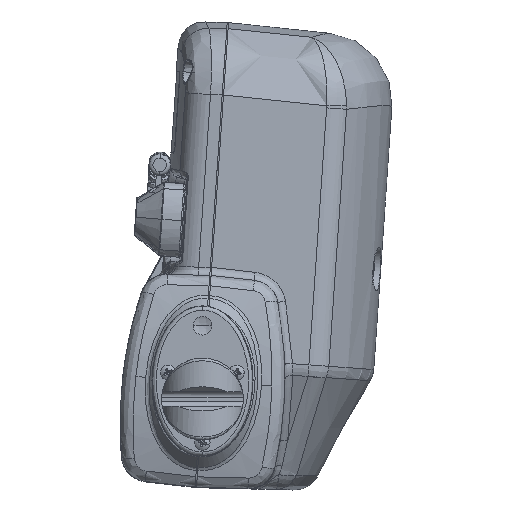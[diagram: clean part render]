
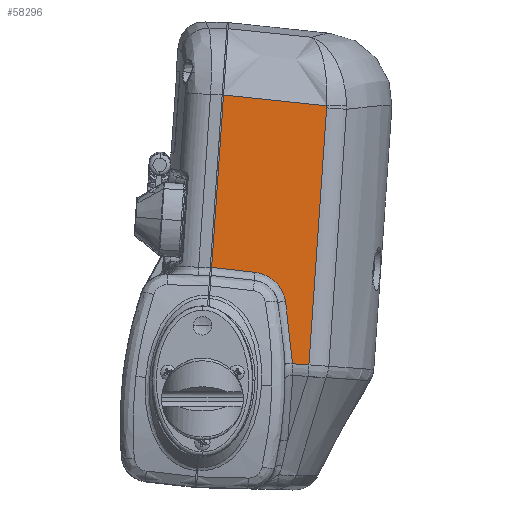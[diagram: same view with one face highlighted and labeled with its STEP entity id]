
A CAD part, top view. The second image highlights one B-rep face of the part: STEP entity #58296.
In plain terms, the highlighted planar face has unit normal (0.043, -0.003, 0.999).
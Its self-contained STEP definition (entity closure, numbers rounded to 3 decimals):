
#5084 = VERTEX_POINT ( 'NONE', #28324 ) ;
#7060 = CARTESIAN_POINT ( 'NONE',  ( 45.654, 108.25, 48.415 ) ) ;
#7110 = CARTESIAN_POINT ( 'NONE',  ( 39.149, 108.934, 48.7 ) ) ;
#7126 = CARTESIAN_POINT ( 'NONE',  ( 32.644, 109.618, 48.985 ) ) ;
#7128 = CARTESIAN_POINT ( 'NONE',  ( 26.139, 110.301, 49.271 ) ) ;
#7130 = CARTESIAN_POINT ( 'NONE',  ( 20.008, 110.945, 49.54 ) ) ;
#7131 = CARTESIAN_POINT ( 'NONE',  ( 13.877, 111.587, 49.809 ) ) ;
#7133 = CARTESIAN_POINT ( 'NONE',  ( 7.745, 112.23, 50.078 ) ) ;
#8550 = EDGE_LOOP ( 'NONE', ( #35070, #35065, #34743, #34742, #34744, #35074, #35077, #35073 ) ) ;
#13778 = CARTESIAN_POINT ( 'NONE',  ( 39.109, 13.055, 48.414 ) ) ;
#13782 = DIRECTION ( 'NONE',  ( 0.997, -0.069, -0.044 ) ) ;
#13807 = CARTESIAN_POINT ( 'NONE',  ( 31.949, 28.95, 48.773 ) ) ;
#13811 = CARTESIAN_POINT ( 'NONE',  ( 30.512, 36.58, 48.859 ) ) ;
#13812 = CARTESIAN_POINT ( 'NONE',  ( 38.957, 10.844, 48.414 ) ) ;
#13813 = CARTESIAN_POINT ( 'NONE',  ( 32.802, 21.232, 48.713 ) ) ;
#13814 = CARTESIAN_POINT ( 'NONE',  ( 33.066, 13.472, 48.678 ) ) ;
#13815 = CARTESIAN_POINT ( 'NONE',  ( 45.644, 107.744, 48.414 ) ) ;
#13816 = CARTESIAN_POINT ( 'NONE',  ( 45.627, 107.491, 48.414 ) ) ;
#13820 = DIRECTION ( 'NONE',  ( 0.069, 0.998, 0. ) ) ;
#13821 = CARTESIAN_POINT ( 'NONE',  ( 45.653, 107.997, 48.414 ) ) ;
#13822 = CARTESIAN_POINT ( 'NONE',  ( 45.654, 108.25, 48.415 ) ) ;
#13823 = CARTESIAN_POINT ( 'NONE',  ( 19.197, 47.093, 49.383 ) ) ;
#13824 = CARTESIAN_POINT ( 'NONE',  ( 25.08, 46.428, 49.125 ) ) ;
#13829 = CARTESIAN_POINT ( 'NONE',  ( 29.417, 42.398, 48.924 ) ) ;
#13830 = CARTESIAN_POINT ( 'NONE',  ( 30.512, 36.58, 48.859 ) ) ;
#15670 =( BOUNDED_CURVE ( )  B_SPLINE_CURVE ( 3, ( #13811, #13807, #13813, #13814 ),
 .UNSPECIFIED., .F., .T. ) 
 B_SPLINE_CURVE_WITH_KNOTS ( ( 4, 4 ),
 ( 2.887, 3.039 ),
 .UNSPECIFIED. ) 
 CURVE ( )  GEOMETRIC_REPRESENTATION_ITEM ( )  RATIONAL_B_SPLINE_CURVE ( ( 1., 0.998, 0.998, 1. ) ) 
 REPRESENTATION_ITEM ( '' )  );
#15671 = B_SPLINE_CURVE_WITH_KNOTS ( 'NONE', 3,
 ( #13816, #13815, #13821, #13822 ),
 .UNSPECIFIED., .F., .F.,
 ( 4, 4 ),
 ( 0., 0.001 ),
 .UNSPECIFIED. ) ;
#15672 =( BOUNDED_CURVE ( )  B_SPLINE_CURVE ( 3, ( #13823, #13824, #13829, #13830 ),
 .UNSPECIFIED., .F., .T. ) 
 B_SPLINE_CURVE_WITH_KNOTS ( ( 4, 4 ),
 ( 1.614, 2.887 ),
 .UNSPECIFIED. ) 
 CURVE ( )  GEOMETRIC_REPRESENTATION_ITEM ( )  RATIONAL_B_SPLINE_CURVE ( ( 1., 0.87, 0.87, 1. ) ) 
 REPRESENTATION_ITEM ( '' )  );
#15708 = B_SPLINE_CURVE_WITH_KNOTS ( 'NONE', 3,
 ( #7060, #7110, #7126, #7128, #7130, #7131, #7133 ),
 .UNSPECIFIED., .F., .F.,
 ( 4, 3, 4 ),
 ( 0., 0.02, 0.038 ),
 .UNSPECIFIED. ) ;
#18616 = LINE ( 'NONE', #13778, #18635 ) ;
#18632 = LINE ( 'NONE', #13812, #18640 ) ;
#18635 = VECTOR ( 'NONE', #13782, 1000. ) ;
#18640 = VECTOR ( 'NONE', #13820, 1000. ) ;
#24304 = VERTEX_POINT ( 'NONE', #60655 ) ;
#24323 = VERTEX_POINT ( 'NONE', #60674 ) ;
#24324 = VERTEX_POINT ( 'NONE', #60675 ) ;
#24330 = VERTEX_POINT ( 'NONE', #60681 ) ;
#25286 = CARTESIAN_POINT ( 'NONE',  ( 0.929, 13.468, 50.078 ) ) ;
#25298 = PLANE ( 'NONE',  #47400 ) ;
#25419 = DIRECTION ( 'NONE',  ( 0.044, -0.003, 0.999 ) ) ;
#25420 = DIRECTION ( 'NONE',  ( 0.997, -0.069, -0.044 ) ) ;
#28324 = CARTESIAN_POINT ( 'NONE',  ( 33.066, 13.472, 48.678 ) ) ;
#34742 = ORIENTED_EDGE ( 'NONE', *, *, #53308, .F. ) ;
#34743 = ORIENTED_EDGE ( 'NONE', *, *, #43416, .T. ) ;
#34744 = ORIENTED_EDGE ( 'NONE', *, *, #53309, .T. ) ;
#35065 = ORIENTED_EDGE ( 'NONE', *, *, #43258, .T. ) ;
#35070 = ORIENTED_EDGE ( 'NONE', *, *, #43263, .T. ) ;
#35073 = ORIENTED_EDGE ( 'NONE', *, *, #43252, .T. ) ;
#35074 = ORIENTED_EDGE ( 'NONE', *, *, #43265, .T. ) ;
#35077 = ORIENTED_EDGE ( 'NONE', *, *, #43255, .T. ) ;
#35393 = LINE ( 'NONE', #56522, #35395 ) ;
#35394 = LINE ( 'NONE', #56524, #35396 ) ;
#35395 = VECTOR ( 'NONE', #56523, 1000. ) ;
#35396 = VECTOR ( 'NONE', #56525, 1000. ) ;
#37242 = FACE_OUTER_BOUND ( 'NONE', #8550, .T. ) ;
#40386 = VERTEX_POINT ( 'NONE', #61367 ) ;
#40427 = VERTEX_POINT ( 'NONE', #43845 ) ;
#40654 = VERTEX_POINT ( 'NONE', #44072 ) ;
#43252 = EDGE_CURVE ( 'NONE', #5084, #40427, #18616, .T. ) ;
#43255 = EDGE_CURVE ( 'NONE', #24323, #5084, #15670, .T. ) ;
#43258 = EDGE_CURVE ( 'NONE', #24324, #24304, #15671, .T. ) ;
#43263 = EDGE_CURVE ( 'NONE', #40427, #24324, #18632, .T. ) ;
#43265 = EDGE_CURVE ( 'NONE', #24330, #24323, #15672, .T. ) ;
#43416 = EDGE_CURVE ( 'NONE', #24304, #40654, #15708, .T. ) ;
#43845 = CARTESIAN_POINT ( 'NONE',  ( 39.109, 13.055, 48.414 ) ) ;
#44072 = CARTESIAN_POINT ( 'NONE',  ( 7.745, 112.23, 50.078 ) ) ;
#47400 = AXIS2_PLACEMENT_3D ( 'NONE', #25286, #25419, #25420 ) ;
#53308 = EDGE_CURVE ( 'NONE', #40386, #40654, #35393, .T. ) ;
#53309 = EDGE_CURVE ( 'NONE', #40386, #24330, #35394, .T. ) ;
#56522 = CARTESIAN_POINT ( 'NONE',  ( 0.929, 13.468, 50.078 ) ) ;
#56523 = DIRECTION ( 'NONE',  ( 0.069, 0.998, 0. ) ) ;
#56524 = CARTESIAN_POINT ( 'NONE',  ( 19.326, 47.078, 49.378 ) ) ;
#56525 = DIRECTION ( 'NONE',  ( 0.993, -0.112, -0.044 ) ) ;
#58296 = ADVANCED_FACE ( 'NONE', ( #37242 ), #25298, .T. ) ;
#60655 = CARTESIAN_POINT ( 'NONE',  ( 45.654, 108.25, 48.415 ) ) ;
#60674 = CARTESIAN_POINT ( 'NONE',  ( 30.512, 36.58, 48.859 ) ) ;
#60675 = CARTESIAN_POINT ( 'NONE',  ( 45.627, 107.491, 48.414 ) ) ;
#60681 = CARTESIAN_POINT ( 'NONE',  ( 19.197, 47.093, 49.383 ) ) ;
#61367 = CARTESIAN_POINT ( 'NONE',  ( 3.373, 48.881, 50.078 ) ) ;
